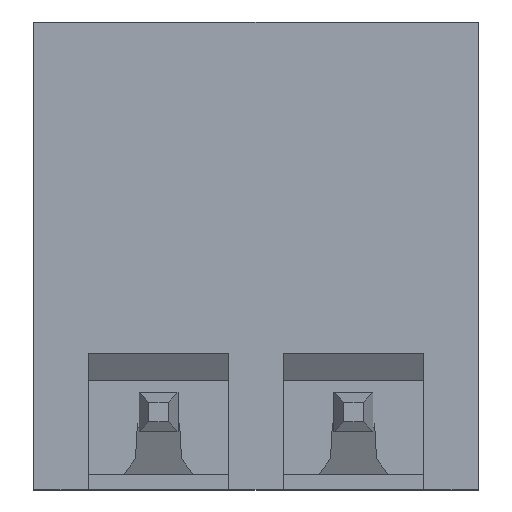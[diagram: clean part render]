
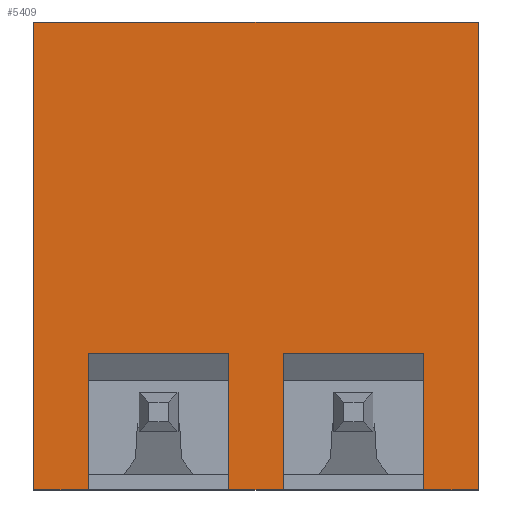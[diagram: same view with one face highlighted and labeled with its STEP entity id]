
A CAD part, front view. The second image highlights one B-rep face of the part: STEP entity #5409.
In plain terms, the highlighted planar face has unit normal (0, -1, 0).
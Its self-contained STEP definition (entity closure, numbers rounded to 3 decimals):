
#7 = DIRECTION ( 'NONE',  ( 1., 0., 0. ) ) ;
#29 = LINE ( 'NONE', #137, #3854 ) ;
#65 = EDGE_CURVE ( 'NONE', #913, #3379, #4804, .T. ) ;
#110 = FACE_OUTER_BOUND ( 'NONE', #1056, .T. ) ;
#137 = CARTESIAN_POINT ( 'NONE',  ( 9.3, 3.75, -4.15 ) ) ;
#139 = CARTESIAN_POINT ( 'NONE',  ( 10.7, 3.75, -7.65 ) ) ;
#469 = CARTESIAN_POINT ( 'NONE',  ( 4.3, 3.75, -7.65 ) ) ;
#725 = ORIENTED_EDGE ( 'NONE', *, *, #5136, .T. ) ;
#727 = VECTOR ( 'NONE', #829, 1000. ) ;
#800 = ORIENTED_EDGE ( 'NONE', *, *, #65, .T. ) ;
#823 = CARTESIAN_POINT ( 'NONE',  ( 9.3, 3.75, -7.65 ) ) ;
#829 = DIRECTION ( 'NONE',  ( 1., 0., 0. ) ) ;
#850 = DIRECTION ( 'NONE',  ( 0., 0., 1. ) ) ;
#851 = VECTOR ( 'NONE', #4029, 1000. ) ;
#886 = CARTESIAN_POINT ( 'NONE',  ( -0.7, 3.75, -7.65 ) ) ;
#913 = VERTEX_POINT ( 'NONE', #1819 ) ;
#947 = EDGE_CURVE ( 'NONE', #3981, #5257, #29, .T. ) ;
#1056 = EDGE_LOOP ( 'NONE', ( #3178, #1377, #725, #1561, #800, #2275, #5146, #2206, #4912, #1511, #4237, #5193 ) ) ;
#1057 = DIRECTION ( 'NONE',  ( 1., 0., 0. ) ) ;
#1077 = VERTEX_POINT ( 'NONE', #5477 ) ;
#1099 = CARTESIAN_POINT ( 'NONE',  ( 10.7, 3.75, 4.35 ) ) ;
#1167 = CARTESIAN_POINT ( 'NONE',  ( 0.7, 3.75, -4.15 ) ) ;
#1222 = CARTESIAN_POINT ( 'NONE',  ( 4.3, 3.75, -4.15 ) ) ;
#1278 = VERTEX_POINT ( 'NONE', #4714 ) ;
#1377 = ORIENTED_EDGE ( 'NONE', *, *, #4886, .T. ) ;
#1459 = LINE ( 'NONE', #2822, #2626 ) ;
#1502 = EDGE_CURVE ( 'NONE', #1077, #913, #2495, .T. ) ;
#1511 = ORIENTED_EDGE ( 'NONE', *, *, #4994, .F. ) ;
#1539 = DIRECTION ( 'NONE',  ( 0., 0., -1. ) ) ;
#1561 = ORIENTED_EDGE ( 'NONE', *, *, #1502, .T. ) ;
#1564 = VECTOR ( 'NONE', #1539, 1000. ) ;
#1723 = DIRECTION ( 'NONE',  ( 0., 0., -1. ) ) ;
#1766 = LINE ( 'NONE', #886, #4812 ) ;
#1819 = CARTESIAN_POINT ( 'NONE',  ( 4.3, 3.75, -7.65 ) ) ;
#1828 = CARTESIAN_POINT ( 'NONE',  ( -0.7, 3.75, -7.65 ) ) ;
#1955 = PLANE ( 'NONE',  #2646 ) ;
#1968 = VERTEX_POINT ( 'NONE', #5286 ) ;
#1997 = LINE ( 'NONE', #3518, #727 ) ;
#2051 = CARTESIAN_POINT ( 'NONE',  ( -0.7, 3.75, 4.35 ) ) ;
#2180 = VECTOR ( 'NONE', #1057, 1000. ) ;
#2206 = ORIENTED_EDGE ( 'NONE', *, *, #947, .T. ) ;
#2274 = DIRECTION ( 'NONE',  ( 0., 0., -1. ) ) ;
#2275 = ORIENTED_EDGE ( 'NONE', *, *, #5275, .T. ) ;
#2292 = CARTESIAN_POINT ( 'NONE',  ( 0., 3.75, 4.35 ) ) ;
#2482 = LINE ( 'NONE', #5562, #4372 ) ;
#2495 = LINE ( 'NONE', #1222, #3410 ) ;
#2610 = CARTESIAN_POINT ( 'NONE',  ( 5.7, 3.75, -7.65 ) ) ;
#2626 = VECTOR ( 'NONE', #2274, 1000. ) ;
#2646 = AXIS2_PLACEMENT_3D ( 'NONE', #2292, #5273, #2746 ) ;
#2746 = DIRECTION ( 'NONE',  ( 0., 0., -1. ) ) ;
#2814 = CARTESIAN_POINT ( 'NONE',  ( 9.3, 3.75, -7.65 ) ) ;
#2822 = CARTESIAN_POINT ( 'NONE',  ( -0.7, 3.75, 4.35 ) ) ;
#3070 = DIRECTION ( 'NONE',  ( 0., 0., -1. ) ) ;
#3137 = VERTEX_POINT ( 'NONE', #1099 ) ;
#3178 = ORIENTED_EDGE ( 'NONE', *, *, #3752, .T. ) ;
#3271 = EDGE_CURVE ( 'NONE', #3137, #4020, #5017, .T. ) ;
#3285 = VECTOR ( 'NONE', #850, 1000. ) ;
#3379 = VERTEX_POINT ( 'NONE', #5256 ) ;
#3392 = DIRECTION ( 'NONE',  ( -1., 0., 0. ) ) ;
#3410 = VECTOR ( 'NONE', #1723, 1000. ) ;
#3474 = EDGE_CURVE ( 'NONE', #4020, #3483, #1459, .T. ) ;
#3483 = VERTEX_POINT ( 'NONE', #1828 ) ;
#3518 = CARTESIAN_POINT ( 'NONE',  ( 5.7, 3.75, -4.15 ) ) ;
#3602 = EDGE_CURVE ( 'NONE', #1968, #3981, #1997, .T. ) ;
#3663 = CARTESIAN_POINT ( 'NONE',  ( 10.7, 3.75, 4.35 ) ) ;
#3752 = EDGE_CURVE ( 'NONE', #3483, #1278, #1766, .T. ) ;
#3787 = DIRECTION ( 'NONE',  ( 1., 0., 0. ) ) ;
#3815 = EDGE_CURVE ( 'NONE', #5257, #4941, #5277, .T. ) ;
#3854 = VECTOR ( 'NONE', #3070, 1000. ) ;
#3922 = DIRECTION ( 'NONE',  ( 0., 0., 1. ) ) ;
#3950 = CARTESIAN_POINT ( 'NONE',  ( 0.7, 3.75, -7.65 ) ) ;
#3975 = LINE ( 'NONE', #3950, #5443 ) ;
#3981 = VERTEX_POINT ( 'NONE', #4668 ) ;
#4020 = VERTEX_POINT ( 'NONE', #2051 ) ;
#4029 = DIRECTION ( 'NONE',  ( 1., 0., 0. ) ) ;
#4034 = LINE ( 'NONE', #3663, #1564 ) ;
#4237 = ORIENTED_EDGE ( 'NONE', *, *, #3271, .T. ) ;
#4264 = VECTOR ( 'NONE', #3392, 1000. ) ;
#4372 = VECTOR ( 'NONE', #3787, 1000. ) ;
#4668 = CARTESIAN_POINT ( 'NONE',  ( 9.3, 3.75, -4.15 ) ) ;
#4714 = CARTESIAN_POINT ( 'NONE',  ( 0.7, 3.75, -7.65 ) ) ;
#4749 = LINE ( 'NONE', #2610, #3285 ) ;
#4804 = LINE ( 'NONE', #469, #851 ) ;
#4812 = VECTOR ( 'NONE', #7, 1000. ) ;
#4886 = EDGE_CURVE ( 'NONE', #1278, #5500, #3975, .T. ) ;
#4912 = ORIENTED_EDGE ( 'NONE', *, *, #3815, .T. ) ;
#4941 = VERTEX_POINT ( 'NONE', #139 ) ;
#4994 = EDGE_CURVE ( 'NONE', #3137, #4941, #4034, .T. ) ;
#5017 = LINE ( 'NONE', #5069, #4264 ) ;
#5069 = CARTESIAN_POINT ( 'NONE',  ( 10.7, 3.75, 4.35 ) ) ;
#5136 = EDGE_CURVE ( 'NONE', #5500, #1077, #2482, .T. ) ;
#5146 = ORIENTED_EDGE ( 'NONE', *, *, #3602, .T. ) ;
#5193 = ORIENTED_EDGE ( 'NONE', *, *, #3474, .T. ) ;
#5256 = CARTESIAN_POINT ( 'NONE',  ( 5.7, 3.75, -7.65 ) ) ;
#5257 = VERTEX_POINT ( 'NONE', #823 ) ;
#5273 = DIRECTION ( 'NONE',  ( 0., -1., 0. ) ) ;
#5275 = EDGE_CURVE ( 'NONE', #3379, #1968, #4749, .T. ) ;
#5277 = LINE ( 'NONE', #2814, #2180 ) ;
#5286 = CARTESIAN_POINT ( 'NONE',  ( 5.7, 3.75, -4.15 ) ) ;
#5409 = ADVANCED_FACE ( 'NONE', ( #110 ), #1955, .T. ) ;
#5443 = VECTOR ( 'NONE', #3922, 1000. ) ;
#5477 = CARTESIAN_POINT ( 'NONE',  ( 4.3, 3.75, -4.15 ) ) ;
#5500 = VERTEX_POINT ( 'NONE', #1167 ) ;
#5562 = CARTESIAN_POINT ( 'NONE',  ( 0.7, 3.75, -4.15 ) ) ;
